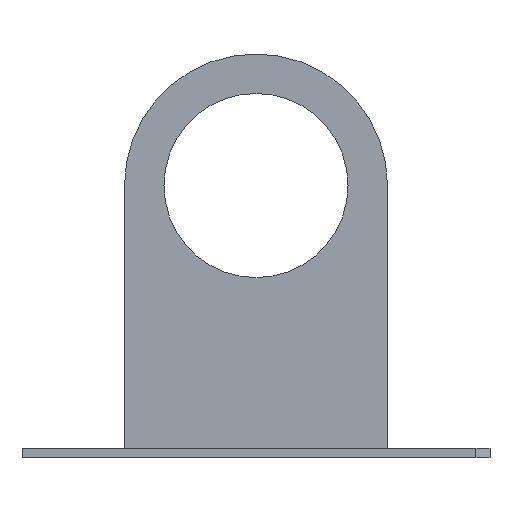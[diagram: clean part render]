
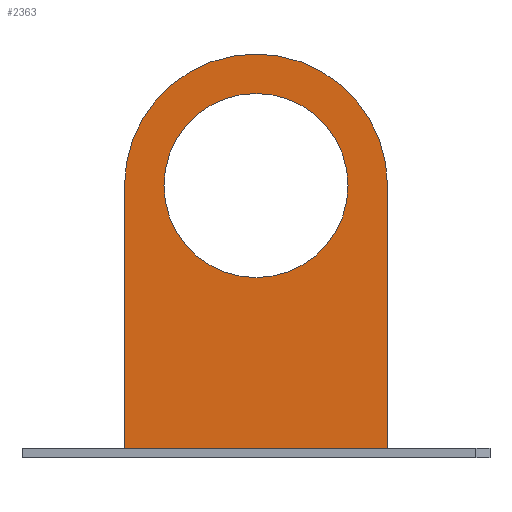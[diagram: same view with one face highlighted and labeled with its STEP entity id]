
A CAD part, front view. The second image highlights one B-rep face of the part: STEP entity #2363.
In plain terms, the highlighted planar face has unit normal (0, -1, 0).
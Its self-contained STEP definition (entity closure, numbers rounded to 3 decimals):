
#1760 = PLANE('',#1761);
#1761 = AXIS2_PLACEMENT_3D('',#1762,#1763,#1764);
#1762 = CARTESIAN_POINT('',(-29.67,-100.5,0.6));
#1763 = DIRECTION('',(0.,0.,1.));
#1764 = DIRECTION('',(1.,0.,0.));
#1933 = VERTEX_POINT('',#1934);
#1934 = CARTESIAN_POINT('',(-16.67,-16.437,0.6));
#1948 = PLANE('',#1949);
#1949 = AXIS2_PLACEMENT_3D('',#1950,#1951,#1952);
#1950 = CARTESIAN_POINT('',(-16.67,-10.223,
    -16.07));
#1951 = DIRECTION('',(1.,0.,0.));
#1952 = DIRECTION('',(0.,-1.,0.));
#1989 = VERTEX_POINT('',#1990);
#1990 = CARTESIAN_POINT('',(16.67,-16.437,0.6));
#2004 = PLANE('',#2005);
#2005 = AXIS2_PLACEMENT_3D('',#2006,#2007,#2008);
#2006 = CARTESIAN_POINT('',(16.67,-10.223,
    -16.07));
#2007 = DIRECTION('',(1.,0.,0.));
#2008 = DIRECTION('',(0.,-1.,0.));
#2016 = EDGE_CURVE('',#1933,#1989,#2017,.T.);
#2017 = SURFACE_CURVE('',#2018,(#2022,#2029),.PCURVE_S1.);
#2018 = LINE('',#2019,#2020);
#2019 = CARTESIAN_POINT('',(0.,-16.437,0.6));
#2020 = VECTOR('',#2021,1.);
#2021 = DIRECTION('',(1.,0.,0.));
#2022 = PCURVE('',#1760,#2023);
#2023 = DEFINITIONAL_REPRESENTATION('',(#2024),#2028);
#2024 = LINE('',#2025,#2026);
#2025 = CARTESIAN_POINT('',(29.67,84.063));
#2026 = VECTOR('',#2027,1.);
#2027 = DIRECTION('',(1.,0.));
#2028 = ( GEOMETRIC_REPRESENTATION_CONTEXT(2) 
PARAMETRIC_REPRESENTATION_CONTEXT() REPRESENTATION_CONTEXT('2D SPACE',''
  ) );
#2029 = PCURVE('',#2030,#2035);
#2030 = PLANE('',#2031);
#2031 = AXIS2_PLACEMENT_3D('',#2032,#2033,#2034);
#2032 = CARTESIAN_POINT('',(-16.67,-16.437,
    -16.07));
#2033 = DIRECTION('',(0.,-1.,0.));
#2034 = DIRECTION('',(1.,0.,0.));
#2035 = DEFINITIONAL_REPRESENTATION('',(#2036),#2040);
#2036 = LINE('',#2037,#2038);
#2037 = CARTESIAN_POINT('',(16.67,16.67));
#2038 = VECTOR('',#2039,1.);
#2039 = DIRECTION('',(1.,0.));
#2040 = ( GEOMETRIC_REPRESENTATION_CONTEXT(2) 
PARAMETRIC_REPRESENTATION_CONTEXT() REPRESENTATION_CONTEXT('2D SPACE',''
  ) );
#2291 = EDGE_CURVE('',#1933,#2292,#2294,.T.);
#2292 = VERTEX_POINT('',#2293);
#2293 = CARTESIAN_POINT('',(-16.67,-16.437,
    33.95));
#2294 = SURFACE_CURVE('',#2295,(#2299,#2306),.PCURVE_S1.);
#2295 = LINE('',#2296,#2297);
#2296 = CARTESIAN_POINT('',(-16.67,-16.437,
    -16.07));
#2297 = VECTOR('',#2298,1.);
#2298 = DIRECTION('',(0.,0.,1.));
#2299 = PCURVE('',#1948,#2300);
#2300 = DEFINITIONAL_REPRESENTATION('',(#2301),#2305);
#2301 = LINE('',#2302,#2303);
#2302 = CARTESIAN_POINT('',(6.215,0.));
#2303 = VECTOR('',#2304,1.);
#2304 = DIRECTION('',(0.,-1.));
#2305 = ( GEOMETRIC_REPRESENTATION_CONTEXT(2) 
PARAMETRIC_REPRESENTATION_CONTEXT() REPRESENTATION_CONTEXT('2D SPACE',''
  ) );
#2306 = PCURVE('',#2030,#2307);
#2307 = DEFINITIONAL_REPRESENTATION('',(#2308),#2312);
#2308 = LINE('',#2309,#2310);
#2309 = CARTESIAN_POINT('',(0.,0.));
#2310 = VECTOR('',#2311,1.);
#2311 = DIRECTION('',(0.,1.));
#2312 = ( GEOMETRIC_REPRESENTATION_CONTEXT(2) 
PARAMETRIC_REPRESENTATION_CONTEXT() REPRESENTATION_CONTEXT('2D SPACE',''
  ) );
#2352 = CYLINDRICAL_SURFACE('',#2353,16.66);
#2353 = AXIS2_PLACEMENT_3D('',#2354,#2355,#2356);
#2354 = CARTESIAN_POINT('',(-0.01,-10.223,
    33.95));
#2355 = DIRECTION('',(0.,-1.,0.));
#2356 = DIRECTION('',(-1.,-0.,0.));
#2363 = ADVANCED_FACE('',(#2364,#2474),#2030,.T.);
#2364 = FACE_BOUND('',#2365,.T.);
#2365 = EDGE_LOOP('',(#2366,#2367,#2368,#2391,#2420,#2448));
#2366 = ORIENTED_EDGE('',*,*,#2291,.F.);
#2367 = ORIENTED_EDGE('',*,*,#2016,.T.);
#2368 = ORIENTED_EDGE('',*,*,#2369,.T.);
#2369 = EDGE_CURVE('',#1989,#2370,#2372,.T.);
#2370 = VERTEX_POINT('',#2371);
#2371 = CARTESIAN_POINT('',(16.67,-16.437,
    33.95));
#2372 = SURFACE_CURVE('',#2373,(#2377,#2384),.PCURVE_S1.);
#2373 = LINE('',#2374,#2375);
#2374 = CARTESIAN_POINT('',(16.67,-16.437,
    -16.07));
#2375 = VECTOR('',#2376,1.);
#2376 = DIRECTION('',(0.,0.,1.));
#2377 = PCURVE('',#2030,#2378);
#2378 = DEFINITIONAL_REPRESENTATION('',(#2379),#2383);
#2379 = LINE('',#2380,#2381);
#2380 = CARTESIAN_POINT('',(33.34,0.));
#2381 = VECTOR('',#2382,1.);
#2382 = DIRECTION('',(0.,1.));
#2383 = ( GEOMETRIC_REPRESENTATION_CONTEXT(2) 
PARAMETRIC_REPRESENTATION_CONTEXT() REPRESENTATION_CONTEXT('2D SPACE',''
  ) );
#2384 = PCURVE('',#2004,#2385);
#2385 = DEFINITIONAL_REPRESENTATION('',(#2386),#2390);
#2386 = LINE('',#2387,#2388);
#2387 = CARTESIAN_POINT('',(6.215,0.));
#2388 = VECTOR('',#2389,1.);
#2389 = DIRECTION('',(0.,-1.));
#2390 = ( GEOMETRIC_REPRESENTATION_CONTEXT(2) 
PARAMETRIC_REPRESENTATION_CONTEXT() REPRESENTATION_CONTEXT('2D SPACE',''
  ) );
#2391 = ORIENTED_EDGE('',*,*,#2392,.T.);
#2392 = EDGE_CURVE('',#2370,#2393,#2395,.T.);
#2393 = VERTEX_POINT('',#2394);
#2394 = CARTESIAN_POINT('',(0.01,-16.437,
    50.61));
#2395 = SURFACE_CURVE('',#2396,(#2401,#2408),.PCURVE_S1.);
#2396 = CIRCLE('',#2397,16.66);
#2397 = AXIS2_PLACEMENT_3D('',#2398,#2399,#2400);
#2398 = CARTESIAN_POINT('',(0.01,-16.437,
    33.95));
#2399 = DIRECTION('',(0.,-1.,0.));
#2400 = DIRECTION('',(0.,-0.,-1.));
#2401 = PCURVE('',#2030,#2402);
#2402 = DEFINITIONAL_REPRESENTATION('',(#2403),#2407);
#2403 = CIRCLE('',#2404,16.66);
#2404 = AXIS2_PLACEMENT_2D('',#2405,#2406);
#2405 = CARTESIAN_POINT('',(16.68,50.02));
#2406 = DIRECTION('',(0.,-1.));
#2407 = ( GEOMETRIC_REPRESENTATION_CONTEXT(2) 
PARAMETRIC_REPRESENTATION_CONTEXT() REPRESENTATION_CONTEXT('2D SPACE',''
  ) );
#2408 = PCURVE('',#2409,#2414);
#2409 = CYLINDRICAL_SURFACE('',#2410,16.66);
#2410 = AXIS2_PLACEMENT_3D('',#2411,#2412,#2413);
#2411 = CARTESIAN_POINT('',(0.01,-10.223,
    33.95));
#2412 = DIRECTION('',(0.,-1.,0.));
#2413 = DIRECTION('',(1.,0.,0.));
#2414 = DEFINITIONAL_REPRESENTATION('',(#2415),#2419);
#2415 = LINE('',#2416,#2417);
#2416 = CARTESIAN_POINT('',(-1.571,6.215));
#2417 = VECTOR('',#2418,1.);
#2418 = DIRECTION('',(1.,0.));
#2419 = ( GEOMETRIC_REPRESENTATION_CONTEXT(2) 
PARAMETRIC_REPRESENTATION_CONTEXT() REPRESENTATION_CONTEXT('2D SPACE',''
  ) );
#2420 = ORIENTED_EDGE('',*,*,#2421,.F.);
#2421 = EDGE_CURVE('',#2422,#2393,#2424,.T.);
#2422 = VERTEX_POINT('',#2423);
#2423 = CARTESIAN_POINT('',(-0.01,-16.437,
    50.61));
#2424 = SURFACE_CURVE('',#2425,(#2429,#2436),.PCURVE_S1.);
#2425 = LINE('',#2426,#2427);
#2426 = CARTESIAN_POINT('',(-16.67,-16.437,
    50.61));
#2427 = VECTOR('',#2428,1.);
#2428 = DIRECTION('',(1.,0.,0.));
#2429 = PCURVE('',#2030,#2430);
#2430 = DEFINITIONAL_REPRESENTATION('',(#2431),#2435);
#2431 = LINE('',#2432,#2433);
#2432 = CARTESIAN_POINT('',(0.,66.68));
#2433 = VECTOR('',#2434,1.);
#2434 = DIRECTION('',(1.,0.));
#2435 = ( GEOMETRIC_REPRESENTATION_CONTEXT(2) 
PARAMETRIC_REPRESENTATION_CONTEXT() REPRESENTATION_CONTEXT('2D SPACE',''
  ) );
#2436 = PCURVE('',#2437,#2442);
#2437 = PLANE('',#2438);
#2438 = AXIS2_PLACEMENT_3D('',#2439,#2440,#2441);
#2439 = CARTESIAN_POINT('',(-16.67,-10.223,
    50.61));
#2440 = DIRECTION('',(0.,0.,1.));
#2441 = DIRECTION('',(0.,-1.,0.));
#2442 = DEFINITIONAL_REPRESENTATION('',(#2443),#2447);
#2443 = LINE('',#2444,#2445);
#2444 = CARTESIAN_POINT('',(6.215,0.));
#2445 = VECTOR('',#2446,1.);
#2446 = DIRECTION('',(0.,1.));
#2447 = ( GEOMETRIC_REPRESENTATION_CONTEXT(2) 
PARAMETRIC_REPRESENTATION_CONTEXT() REPRESENTATION_CONTEXT('2D SPACE',''
  ) );
#2448 = ORIENTED_EDGE('',*,*,#2449,.F.);
#2449 = EDGE_CURVE('',#2292,#2422,#2450,.T.);
#2450 = SURFACE_CURVE('',#2451,(#2456,#2467),.PCURVE_S1.);
#2451 = CIRCLE('',#2452,16.66);
#2452 = AXIS2_PLACEMENT_3D('',#2453,#2454,#2455);
#2453 = CARTESIAN_POINT('',(-0.01,-16.437,
    33.95));
#2454 = DIRECTION('',(-0.,1.,0.));
#2455 = DIRECTION('',(0.,0.,-1.));
#2456 = PCURVE('',#2030,#2457);
#2457 = DEFINITIONAL_REPRESENTATION('',(#2458),#2466);
#2458 = ( BOUNDED_CURVE() B_SPLINE_CURVE(2,(#2459,#2460,#2461,#2462,
#2463,#2464,#2465),.UNSPECIFIED.,.T.,.F.) B_SPLINE_CURVE_WITH_KNOTS((1,2
    ,2,2,2,1),(-2.094,0.,2.094,4.189,
6.283,8.378),.UNSPECIFIED.) CURVE() 
GEOMETRIC_REPRESENTATION_ITEM() RATIONAL_B_SPLINE_CURVE((1.,0.5,1.,0.5,
1.,0.5,1.)) REPRESENTATION_ITEM('') );
#2459 = CARTESIAN_POINT('',(16.66,33.36));
#2460 = CARTESIAN_POINT('',(-12.196,33.36));
#2461 = CARTESIAN_POINT('',(2.232,58.35));
#2462 = CARTESIAN_POINT('',(16.66,83.34));
#2463 = CARTESIAN_POINT('',(31.088,58.35));
#2464 = CARTESIAN_POINT('',(45.516,33.36));
#2465 = CARTESIAN_POINT('',(16.66,33.36));
#2466 = ( GEOMETRIC_REPRESENTATION_CONTEXT(2) 
PARAMETRIC_REPRESENTATION_CONTEXT() REPRESENTATION_CONTEXT('2D SPACE',''
  ) );
#2467 = PCURVE('',#2352,#2468);
#2468 = DEFINITIONAL_REPRESENTATION('',(#2469),#2473);
#2469 = LINE('',#2470,#2471);
#2470 = CARTESIAN_POINT('',(1.571,6.215));
#2471 = VECTOR('',#2472,1.);
#2472 = DIRECTION('',(-1.,0.));
#2473 = ( GEOMETRIC_REPRESENTATION_CONTEXT(2) 
PARAMETRIC_REPRESENTATION_CONTEXT() REPRESENTATION_CONTEXT('2D SPACE',''
  ) );
#2474 = FACE_BOUND('',#2475,.T.);
#2475 = EDGE_LOOP('',(#2476));
#2476 = ORIENTED_EDGE('',*,*,#2477,.T.);
#2477 = EDGE_CURVE('',#2478,#2478,#2480,.T.);
#2478 = VERTEX_POINT('',#2479);
#2479 = CARTESIAN_POINT('',(11.67,-16.437,
    33.94));
#2480 = SURFACE_CURVE('',#2481,(#2486,#2497),.PCURVE_S1.);
#2481 = CIRCLE('',#2482,11.67);
#2482 = AXIS2_PLACEMENT_3D('',#2483,#2484,#2485);
#2483 = CARTESIAN_POINT('',(0.,-16.437,33.94));
#2484 = DIRECTION('',(-0.,1.,0.));
#2485 = DIRECTION('',(1.,0.,0.));
#2486 = PCURVE('',#2030,#2487);
#2487 = DEFINITIONAL_REPRESENTATION('',(#2488),#2496);
#2488 = ( BOUNDED_CURVE() B_SPLINE_CURVE(2,(#2489,#2490,#2491,#2492,
#2493,#2494,#2495),.UNSPECIFIED.,.T.,.F.) B_SPLINE_CURVE_WITH_KNOTS((1,2
    ,2,2,2,1),(-2.094,0.,2.094,4.189,
6.283,8.378),.UNSPECIFIED.) CURVE() 
GEOMETRIC_REPRESENTATION_ITEM() RATIONAL_B_SPLINE_CURVE((1.,0.5,1.,0.5,
1.,0.5,1.)) REPRESENTATION_ITEM('') );
#2489 = CARTESIAN_POINT('',(28.34,50.01));
#2490 = CARTESIAN_POINT('',(28.34,29.797));
#2491 = CARTESIAN_POINT('',(10.835,39.904));
#2492 = CARTESIAN_POINT('',(-6.67,50.01));
#2493 = CARTESIAN_POINT('',(10.835,60.117));
#2494 = CARTESIAN_POINT('',(28.34,70.223));
#2495 = CARTESIAN_POINT('',(28.34,50.01));
#2496 = ( GEOMETRIC_REPRESENTATION_CONTEXT(2) 
PARAMETRIC_REPRESENTATION_CONTEXT() REPRESENTATION_CONTEXT('2D SPACE',''
  ) );
#2497 = PCURVE('',#2498,#2503);
#2498 = CYLINDRICAL_SURFACE('',#2499,11.67);
#2499 = AXIS2_PLACEMENT_3D('',#2500,#2501,#2502);
#2500 = CARTESIAN_POINT('',(0.,36.68,33.94));
#2501 = DIRECTION('',(0.,1.,0.));
#2502 = DIRECTION('',(1.,0.,0.));
#2503 = DEFINITIONAL_REPRESENTATION('',(#2504),#2508);
#2504 = LINE('',#2505,#2506);
#2505 = CARTESIAN_POINT('',(-6.283,-53.117));
#2506 = VECTOR('',#2507,1.);
#2507 = DIRECTION('',(1.,-0.));
#2508 = ( GEOMETRIC_REPRESENTATION_CONTEXT(2) 
PARAMETRIC_REPRESENTATION_CONTEXT() REPRESENTATION_CONTEXT('2D SPACE',''
  ) );
